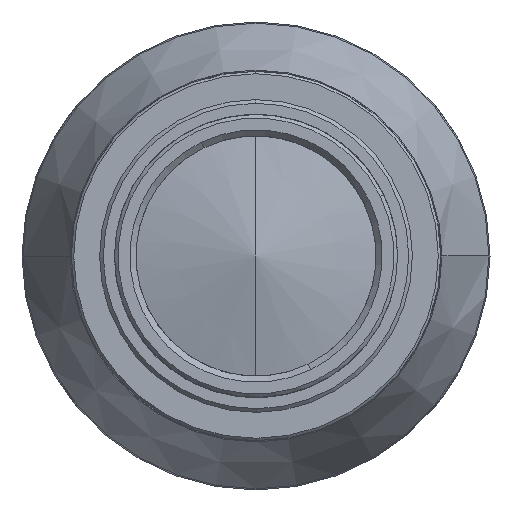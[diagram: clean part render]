
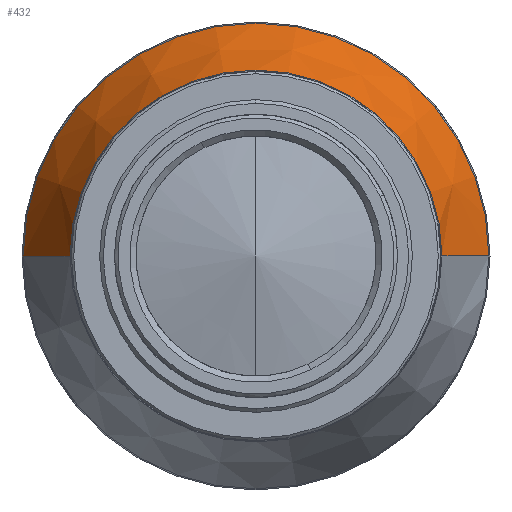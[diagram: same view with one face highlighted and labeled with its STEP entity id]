
A CAD part, left-side view. The second image highlights one B-rep face of the part: STEP entity #432.
In plain terms, the highlighted conical face has half-angle 25 degrees and reference radius 15.094 mm.
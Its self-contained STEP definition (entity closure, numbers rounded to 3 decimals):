
#7 = AXIS2_PLACEMENT_3D ( 'NONE', #603, #1699, #766 ) ;
#19 = CIRCLE ( 'NONE', #7, 15.094 ) ;
#96 = ORIENTED_EDGE ( 'NONE', *, *, #205, .F. ) ;
#205 = EDGE_CURVE ( 'NONE', #1794, #551, #857, .T. ) ;
#218 = DIRECTION ( 'NONE',  ( 1., 0., 0. ) ) ;
#225 = DIRECTION ( 'NONE',  ( 0., 1., 0. ) ) ;
#241 = EDGE_CURVE ( 'NONE', #428, #1794, #1895, .T. ) ;
#265 = CARTESIAN_POINT ( 'NONE',  ( 13.201, -15.094, 0. ) ) ;
#364 = DIRECTION ( 'NONE',  ( 0., 0., -1. ) ) ;
#373 = CARTESIAN_POINT ( 'NONE',  ( 13.201, 0., 0. ) ) ;
#420 = EDGE_CURVE ( 'NONE', #427, #1845, #1484, .T. ) ;
#427 = VERTEX_POINT ( 'NONE', #1456 ) ;
#428 = VERTEX_POINT ( 'NONE', #1606 ) ;
#432 = ADVANCED_FACE ( 'NONE', ( #1931 ), #509, .T. ) ;
#487 = EDGE_LOOP ( 'NONE', ( #558, #932, #96, #1675, #1642, #1705 ) ) ;
#509 = CONICAL_SURFACE ( 'NONE', #1627, 15.094, 0.436 ) ;
#520 = DIRECTION ( 'NONE',  ( 1., 0., 0. ) ) ;
#544 = LINE ( 'NONE', #583, #1281 ) ;
#551 = VERTEX_POINT ( 'NONE', #1959 ) ;
#558 = ORIENTED_EDGE ( 'NONE', *, *, #420, .T. ) ;
#583 = CARTESIAN_POINT ( 'NONE',  ( 13.201, -15.094, 0. ) ) ;
#587 = DIRECTION ( 'NONE',  ( 0.906, 0.423, 0. ) ) ;
#603 = CARTESIAN_POINT ( 'NONE',  ( 13.201, 0., 0. ) ) ;
#634 = CARTESIAN_POINT ( 'NONE',  ( 21.377, 0., 0. ) ) ;
#638 = CARTESIAN_POINT ( 'NONE',  ( 13.201, 15.094, 0. ) ) ;
#692 = DIRECTION ( 'NONE',  ( 0., 1., 0. ) ) ;
#706 = CARTESIAN_POINT ( 'NONE',  ( 13.201, 0., 0. ) ) ;
#745 = DIRECTION ( 'NONE',  ( 0.906, -0.423, 0. ) ) ;
#766 = DIRECTION ( 'NONE',  ( 0., 1., 0. ) ) ;
#834 = CARTESIAN_POINT ( 'NONE',  ( 21.377, 0., 0. ) ) ;
#839 = EDGE_CURVE ( 'NONE', #1050, #427, #19, .T. ) ;
#853 = AXIS2_PLACEMENT_3D ( 'NONE', #373, #1461, #692 ) ;
#857 = CIRCLE ( 'NONE', #1349, 18.906 ) ;
#932 = ORIENTED_EDGE ( 'NONE', *, *, #1541, .T. ) ;
#1050 = VERTEX_POINT ( 'NONE', #638 ) ;
#1055 = CARTESIAN_POINT ( 'NONE',  ( 21.377, 0., 18.906 ) ) ;
#1181 = VECTOR ( 'NONE', #587, 1000. ) ;
#1281 = VECTOR ( 'NONE', #745, 1000. ) ;
#1339 = AXIS2_PLACEMENT_3D ( 'NONE', #834, #520, #364 ) ;
#1349 = AXIS2_PLACEMENT_3D ( 'NONE', #634, #1707, #1563 ) ;
#1456 = CARTESIAN_POINT ( 'NONE',  ( 13.201, 0., 15.094 ) ) ;
#1461 = DIRECTION ( 'NONE',  ( 1., 0., 0. ) ) ;
#1484 = CIRCLE ( 'NONE', #853, 15.094 ) ;
#1491 = LINE ( 'NONE', #1503, #1181 ) ;
#1503 = CARTESIAN_POINT ( 'NONE',  ( 13.201, 15.094, 0. ) ) ;
#1541 = EDGE_CURVE ( 'NONE', #1845, #551, #544, .T. ) ;
#1563 = DIRECTION ( 'NONE',  ( 0., 0., -1. ) ) ;
#1606 = CARTESIAN_POINT ( 'NONE',  ( 21.377, 18.906, 0. ) ) ;
#1627 = AXIS2_PLACEMENT_3D ( 'NONE', #706, #218, #225 ) ;
#1642 = ORIENTED_EDGE ( 'NONE', *, *, #1806, .F. ) ;
#1675 = ORIENTED_EDGE ( 'NONE', *, *, #241, .F. ) ;
#1699 = DIRECTION ( 'NONE',  ( 1., 0., 0. ) ) ;
#1705 = ORIENTED_EDGE ( 'NONE', *, *, #839, .T. ) ;
#1707 = DIRECTION ( 'NONE',  ( 1., 0., 0. ) ) ;
#1794 = VERTEX_POINT ( 'NONE', #1055 ) ;
#1806 = EDGE_CURVE ( 'NONE', #1050, #428, #1491, .T. ) ;
#1845 = VERTEX_POINT ( 'NONE', #265 ) ;
#1895 = CIRCLE ( 'NONE', #1339, 18.906 ) ;
#1931 = FACE_OUTER_BOUND ( 'NONE', #487, .T. ) ;
#1959 = CARTESIAN_POINT ( 'NONE',  ( 21.377, -18.906, 0. ) ) ;
